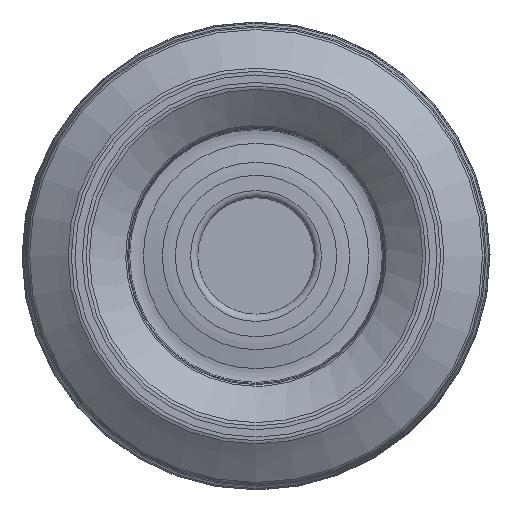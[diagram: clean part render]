
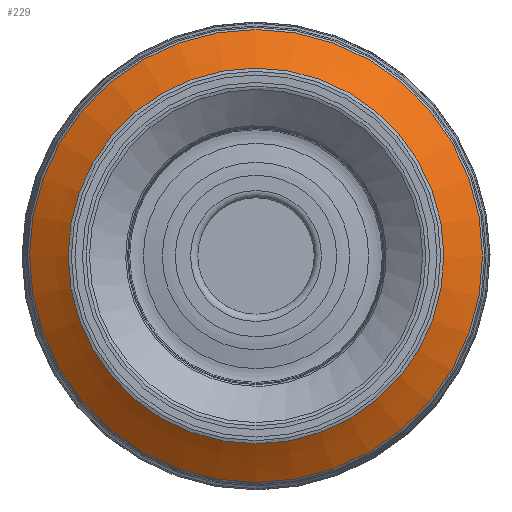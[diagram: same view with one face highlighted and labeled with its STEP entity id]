
A CAD part, left-side view. The second image highlights one B-rep face of the part: STEP entity #229.
In plain terms, the highlighted face is a revolution surface.
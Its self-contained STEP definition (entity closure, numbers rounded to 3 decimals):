
#229=ADVANCED_FACE('',(#391,#392),#294,.F.);
#294=SURFACE_OF_REVOLUTION('',#334,#314);
#314=AXIS1_PLACEMENT('',#1448,#1156);
#334=B_SPLINE_CURVE_WITH_KNOTS('',3,(#1443,#1444,#1445,#1446,#1447),
 .UNSPECIFIED.,.F.,.F.,(4,1,4),(0.,0.5,1.),.UNSPECIFIED.);
#391=FACE_BOUND('',#473,.T.);
#392=FACE_BOUND('',#474,.T.);
#473=EDGE_LOOP('',(#579));
#474=EDGE_LOOP('',(#580));
#579=ORIENTED_EDGE('',*,*,#869,.T.);
#580=ORIENTED_EDGE('',*,*,#870,.F.);
#784=VERTEX_POINT('',#1434);
#785=VERTEX_POINT('',#1442);
#869=EDGE_CURVE('',#784,#784,#976,.T.);
#870=EDGE_CURVE('',#785,#785,#977,.T.);
#976=CIRCLE('',#1032,25.842);
#977=CIRCLE('',#1033,31.154);
#1032=AXIS2_PLACEMENT_3D('',#1433,#1151,#1152);
#1033=AXIS2_PLACEMENT_3D('',#1441,#1154,#1155);
#1151=DIRECTION('',(1.,0.,0.));
#1152=DIRECTION('',(0.,0.,-1.));
#1154=DIRECTION('',(1.,0.,0.));
#1155=DIRECTION('',(0.,0.,-1.));
#1156=DIRECTION('',(1.,0.,0.));
#1433=CARTESIAN_POINT('',(0.158,0.,0.));
#1434=CARTESIAN_POINT('',(0.158,0.,-25.842));
#1441=CARTESIAN_POINT('',(3.888,0.,0.));
#1442=CARTESIAN_POINT('',(3.888,0.,-31.154));
#1443=CARTESIAN_POINT('',(3.888,-30.833,4.46));
#1444=CARTESIAN_POINT('',(3.302,-29.961,4.174));
#1445=CARTESIAN_POINT('',(2.079,-28.187,3.799));
#1446=CARTESIAN_POINT('',(0.801,-26.412,3.823));
#1447=CARTESIAN_POINT('',(0.158,-25.541,3.936));
#1448=CARTESIAN_POINT('',(0.,0.,0.));
